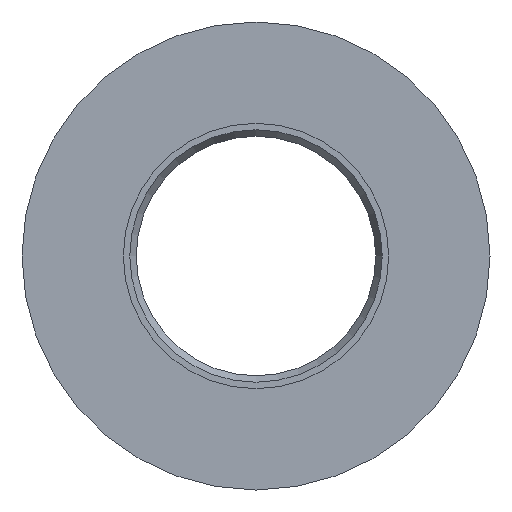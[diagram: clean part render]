
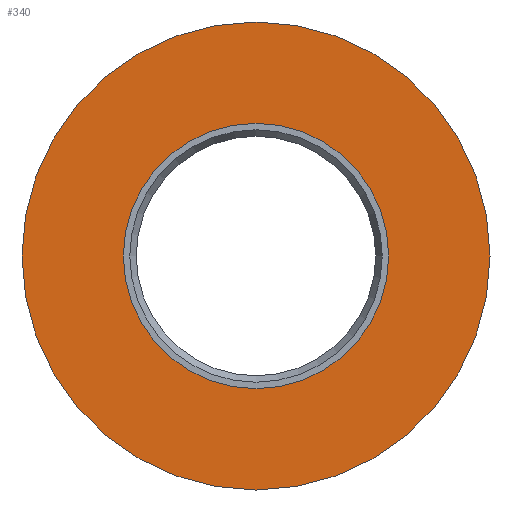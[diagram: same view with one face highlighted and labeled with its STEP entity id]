
A CAD part, front view. The second image highlights one B-rep face of the part: STEP entity #340.
In plain terms, the highlighted planar face has unit normal (0, -1, 0).
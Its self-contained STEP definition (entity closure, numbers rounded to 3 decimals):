
#17=FACE_BOUND('',#70,.T.);
#22=PLANE('',#372);
#46=FACE_OUTER_BOUND('',#69,.T.);
#69=EDGE_LOOP('',(#262));
#70=EDGE_LOOP('',(#263));
#94=CIRCLE('',#371,15.5);
#95=CIRCLE('',#373,27.35);
#164=VERTEX_POINT('',#738);
#165=VERTEX_POINT('',#742);
#202=EDGE_CURVE('',#164,#164,#94,.T.);
#203=EDGE_CURVE('',#165,#165,#95,.T.);
#262=ORIENTED_EDGE('',*,*,#203,.F.);
#263=ORIENTED_EDGE('',*,*,#202,.T.);
#340=ADVANCED_FACE('',(#46,#17),#22,.T.);
#371=AXIS2_PLACEMENT_3D('',#740,#437,#438);
#372=AXIS2_PLACEMENT_3D('',#741,#439,#440);
#373=AXIS2_PLACEMENT_3D('',#743,#441,#442);
#437=DIRECTION('center_axis',(0.,1.,0.));
#438=DIRECTION('ref_axis',(1.,0.,0.));
#439=DIRECTION('center_axis',(0.,-1.,0.));
#440=DIRECTION('ref_axis',(1.,0.,0.));
#441=DIRECTION('center_axis',(0.,1.,0.));
#442=DIRECTION('ref_axis',(-1.,0.,0.));
#738=CARTESIAN_POINT('',(-15.5,0.,0.));
#740=CARTESIAN_POINT('Origin',(0.,0.,0.));
#741=CARTESIAN_POINT('Origin',(0.,0.,0.));
#742=CARTESIAN_POINT('',(27.35,0.,0.));
#743=CARTESIAN_POINT('Origin',(0.,0.,0.));
